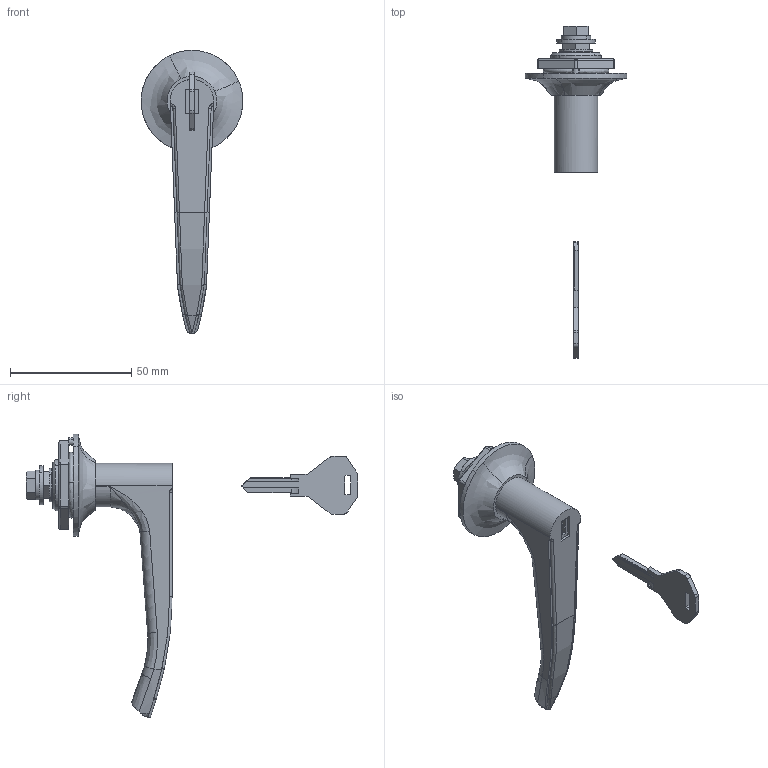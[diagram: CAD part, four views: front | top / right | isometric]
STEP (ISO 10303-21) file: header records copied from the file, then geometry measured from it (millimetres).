
FILE_DESCRIPTION((''),'2;1');
FILE_NAME('','2006-02-22T15:12:40',(''),(''),'','CADfix','');
FILE_SCHEMA(('AUTOMOTIVE_DESIGN'));
Length unit declared in the file: millimetre
Products named in the file (7): washer_A; nut; key; handle; bolt; base; THA_171_1_9883_36
Assembly tree (6 placements, depth 2):
  THA_171_1_9883_36
    washer_A
    nut
    key
    handle
    bolt
    base
Bounding box: 42 x 137.06 x 117 mm (x, y, z)
Volume: 34339.9 mm3; surface area: 16728 mm2
Topology: 6 solids, 6 shells, 234 faces, 710 edges, 499 vertices
Faces by surface type: bspline 234
Entity records: 10349 total; most frequent: CARTESIAN_POINT 5956, ORIENTED_EDGE 1420, EDGE_CURVE 710, VERTEX_POINT 499, QUASI_UNIFORM_CURVE 356, B_SPLINE_CURVE_WITH_KNOTS 354, EDGE_LOOP 253, FACE_OUTER_BOUND 234
